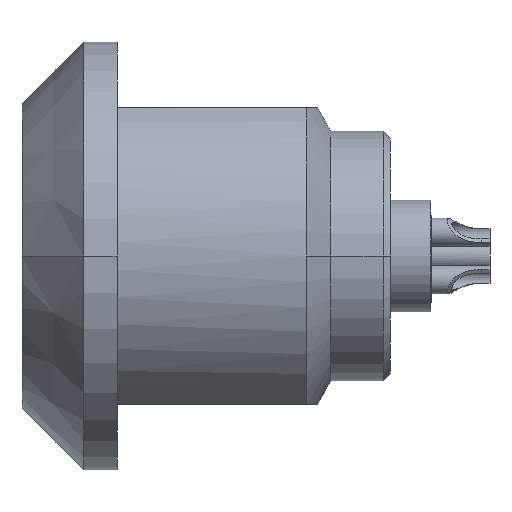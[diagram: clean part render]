
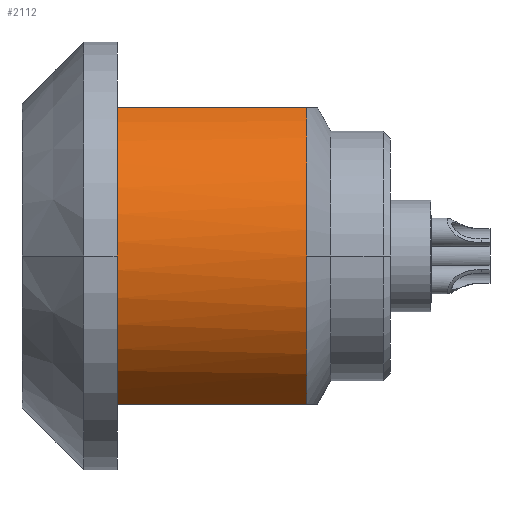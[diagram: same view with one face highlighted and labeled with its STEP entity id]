
A CAD part, front view. The second image highlights one B-rep face of the part: STEP entity #2112.
In plain terms, the highlighted cylindrical face has radius 7 mm (diameter 14 mm), a partial arc.
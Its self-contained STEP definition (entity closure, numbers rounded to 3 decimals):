
#162=CARTESIAN_POINT('',(-0.11,-3.152,-6.25));
#567=CARTESIAN_POINT('',(-0.11,0.,0.));
#568=DIRECTION('',(1.,0.,0.));
#569=DIRECTION('',(0.,-0.45,0.893));
#570=AXIS2_PLACEMENT_3D('',#567,#568,#569);
#572=CARTESIAN_POINT('',(-0.11,0.,0.));
#573=DIRECTION('',(-1.,0.,0.));
#574=DIRECTION('',(0.,-0.45,-0.893));
#575=AXIS2_PLACEMENT_3D('',#572,#573,#574);
#577=DIRECTION('',(1.,0.,0.));
#578=VECTOR('',#577,7.99);
#579=CARTESIAN_POINT('',(-8.1,-3.152,-6.25));
#580=LINE('',#579,#578);
#581=CARTESIAN_POINT('',(-8.1,0.,0.));
#582=DIRECTION('',(-1.,0.,0.));
#583=DIRECTION('',(0.,-0.45,-0.893));
#584=AXIS2_PLACEMENT_3D('',#581,#582,#583);
#586=DIRECTION('',(1.,0.,0.));
#587=VECTOR('',#586,7.99);
#588=CARTESIAN_POINT('',(-8.1,-3.152,6.25));
#589=LINE('',#588,#587);
#605=CARTESIAN_POINT('',(-0.11,-3.152,6.25));
#1328=CARTESIAN_POINT('',(-0.11,-7.,0.));
#1330=VERTEX_POINT('',#1328);
#1343=CARTESIAN_POINT('',(-8.1,-3.152,-6.25));
#1345=VERTEX_POINT('',#1343);
#1347=CARTESIAN_POINT('',(-8.1,-3.152,6.25));
#1349=VERTEX_POINT('',#1347);
#1352=VERTEX_POINT('',#605);
#1353=VERTEX_POINT('',#162);
#2098=CARTESIAN_POINT('',(-12.875,0.,0.));
#2099=DIRECTION('',(1.,0.,0.));
#2100=DIRECTION('',(0.,-1.,0.));
#2101=AXIS2_PLACEMENT_3D('',#2098,#2099,#2100);
#2102=CYLINDRICAL_SURFACE('',#2101,7.);
#2104=ORIENTED_EDGE('',*,*,#2103,.T.);
#2105=ORIENTED_EDGE('',*,*,#1580,.F.);
#2106=ORIENTED_EDGE('',*,*,#1599,.F.);
#2107=ORIENTED_EDGE('',*,*,#1622,.T.);
#2109=ORIENTED_EDGE('',*,*,#2108,.T.);
#2110=EDGE_LOOP('',(#2104,#2105,#2106,#2107,#2109));
#2111=FACE_OUTER_BOUND('',#2110,.F.);
#2112=ADVANCED_FACE('',(#2111),#2102,.T.);
#571=CIRCLE('',#570,7.);
#576=CIRCLE('',#575,7.);
#585=CIRCLE('',#584,7.);
#1580=EDGE_CURVE('',#1353,#1330,#576,.T.);
#1599=EDGE_CURVE('',#1345,#1353,#580,.T.);
#1622=EDGE_CURVE('',#1345,#1349,#585,.T.);
#2103=EDGE_CURVE('',#1352,#1330,#571,.T.);
#2108=EDGE_CURVE('',#1349,#1352,#589,.T.);
